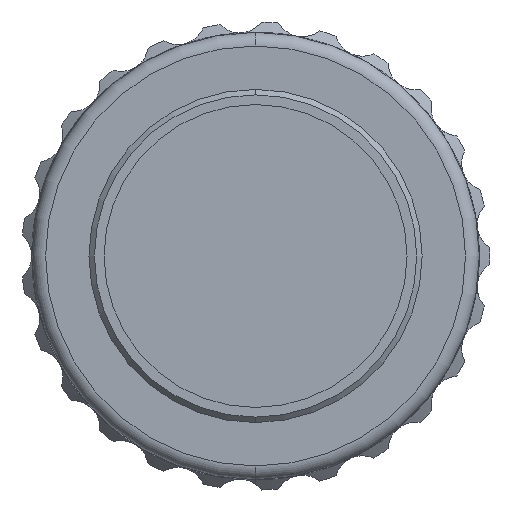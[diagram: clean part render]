
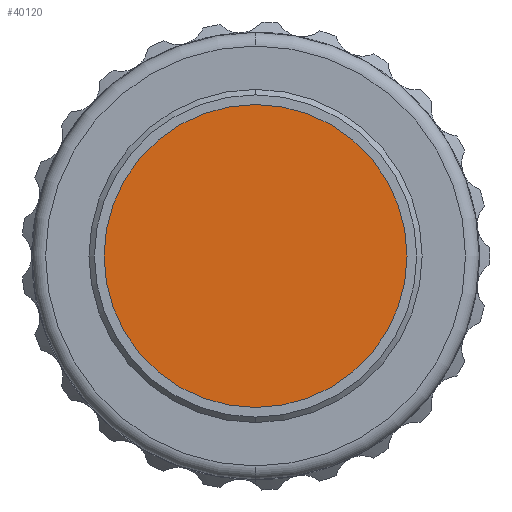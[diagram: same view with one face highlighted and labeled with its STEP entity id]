
A CAD part, left-side view. The second image highlights one B-rep face of the part: STEP entity #40120.
In plain terms, the highlighted planar face has unit normal (-1, 0, 0).
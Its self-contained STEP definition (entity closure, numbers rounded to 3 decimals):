
#3735 = AXIS2_PLACEMENT_3D ( 'NONE', #10391, #32529, #32811 ) ;
#4902 = ORIENTED_EDGE ( 'NONE', *, *, #17264, .T. ) ;
#6977 = FACE_OUTER_BOUND ( 'NONE', #49743, .T. ) ;
#7501 = AXIS2_PLACEMENT_3D ( 'NONE', #32793, #28531, #45836 ) ;
#10391 = CARTESIAN_POINT ( 'NONE',  ( 1., 0., 0. ) ) ;
#11318 = VERTEX_POINT ( 'NONE', #11972 ) ;
#11972 = CARTESIAN_POINT ( 'NONE',  ( 1., 0., 11. ) ) ;
#17264 = EDGE_CURVE ( 'NONE', #29491, #11318, #37408, .T. ) ;
#18627 = PLANE ( 'NONE',  #3735 ) ;
#24363 = AXIS2_PLACEMENT_3D ( 'NONE', #37078, #25134, #42168 ) ;
#25134 = DIRECTION ( 'NONE',  ( -1., 0., 0. ) ) ;
#27509 = CARTESIAN_POINT ( 'NONE',  ( 1., 0., -11. ) ) ;
#28531 = DIRECTION ( 'NONE',  ( -1., 0., 0. ) ) ;
#29491 = VERTEX_POINT ( 'NONE', #27509 ) ;
#32529 = DIRECTION ( 'NONE',  ( -1., 0., 0. ) ) ;
#32793 = CARTESIAN_POINT ( 'NONE',  ( 1., 0., 0. ) ) ;
#32811 = DIRECTION ( 'NONE',  ( 0., 0., 1. ) ) ;
#36146 = CIRCLE ( 'NONE', #24363, 11. ) ;
#37078 = CARTESIAN_POINT ( 'NONE',  ( 1., 0., 0. ) ) ;
#37408 = CIRCLE ( 'NONE', #7501, 11. ) ;
#40120 = ADVANCED_FACE ( 'NONE', ( #6977 ), #18627, .T. ) ;
#42168 = DIRECTION ( 'NONE',  ( 0., 0., 1. ) ) ;
#43949 = EDGE_CURVE ( 'NONE', #11318, #29491, #36146, .T. ) ;
#45836 = DIRECTION ( 'NONE',  ( 0., 0., 1. ) ) ;
#49743 = EDGE_LOOP ( 'NONE', ( #51312, #4902 ) ) ;
#51312 = ORIENTED_EDGE ( 'NONE', *, *, #43949, .T. ) ;
